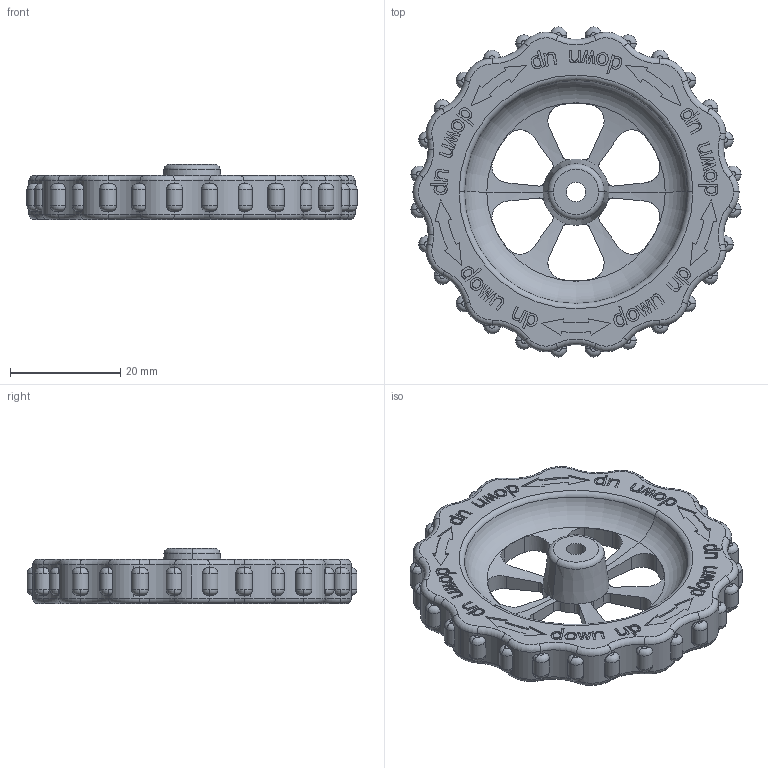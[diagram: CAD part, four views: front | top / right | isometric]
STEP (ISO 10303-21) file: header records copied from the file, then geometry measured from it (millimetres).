
FILE_DESCRIPTION (( 'STEP AP214' ), '1' );
FILE_NAME ('Hand Twisted Nut.step', '2018-06-21T12:58:10', ( 'User' ), ( 'china' ), 'SwSTEP 2.0', 'SolidWorks 2016', '' );
FILE_SCHEMA (( 'AUTOMOTIVE_DESIGN' ));
Length unit declared in the file: millimetre
Products named in the file (1): Hand Twisted Nut
Bounding box: 59.91 x 59.9 x 10 mm (x, y, z)
Volume: 9888.3 mm3; surface area: 9621.1 mm2
Topology: 1 solids, 1 shells, 1038 faces, 2786 edges, 1807 vertices
Faces by surface type: plane 407, cylinder 212, torus 210, bspline 207, cone 2
Entity records: 44245 total; most frequent: CARTESIAN_POINT 19291, ORIENTED_EDGE 5572, DIRECTION 4720, EDGE_CURVE 2786, VERTEX_POINT 1807, AXIS2_PLACEMENT_3D 1722, LINE 1276, VECTOR 1276
